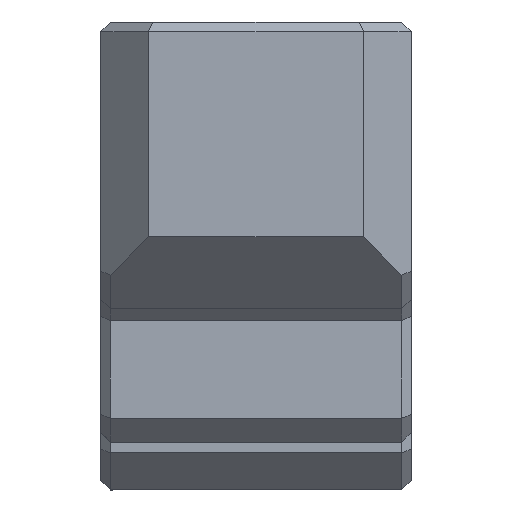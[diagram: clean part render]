
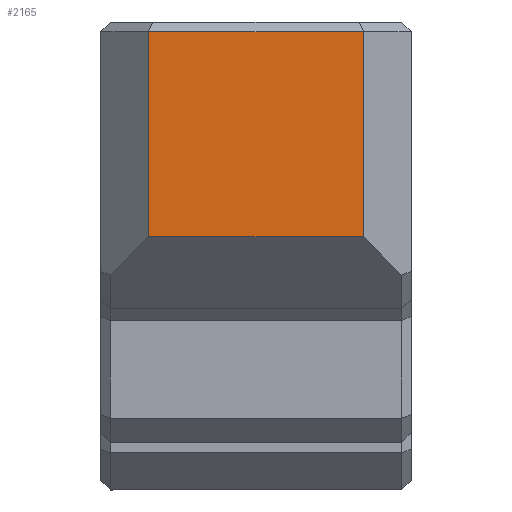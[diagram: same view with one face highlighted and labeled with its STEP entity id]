
A CAD part, left-side view. The second image highlights one B-rep face of the part: STEP entity #2165.
In plain terms, the highlighted planar face has unit normal (-1, 0, 0).
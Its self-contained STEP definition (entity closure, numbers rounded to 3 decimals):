
#29 = VECTOR ( 'NONE', #3863, 1000. ) ;
#136 = CARTESIAN_POINT ( 'NONE',  ( 50.704, -292.926, -12.05 ) ) ;
#469 = DIRECTION ( 'NONE',  ( 0., 0., 1. ) ) ;
#539 = ORIENTED_EDGE ( 'NONE', *, *, #3869, .F. ) ;
#908 = LINE ( 'NONE', #5573, #3930 ) ;
#971 = CARTESIAN_POINT ( 'NONE',  ( 50.704, -281.426, -31.15 ) ) ;
#1058 = AXIS2_PLACEMENT_3D ( 'NONE', #971, #4347, #3926 ) ;
#1226 = VERTEX_POINT ( 'NONE', #136 ) ;
#1632 = CARTESIAN_POINT ( 'NONE',  ( 50.704, -292.926, -20.65 ) ) ;
#1697 = LINE ( 'NONE', #3470, #29 ) ;
#1783 = EDGE_CURVE ( 'NONE', #2780, #2319, #1697, .T. ) ;
#2131 = ORIENTED_EDGE ( 'NONE', *, *, #3858, .F. ) ;
#2153 = CARTESIAN_POINT ( 'NONE',  ( 50.704, -281.426, -12.05 ) ) ;
#2165 = ADVANCED_FACE ( 'NONE', ( #2605 ), #4322, .F. ) ;
#2319 = VERTEX_POINT ( 'NONE', #4064 ) ;
#2605 = FACE_OUTER_BOUND ( 'NONE', #2705, .T. ) ;
#2705 = EDGE_LOOP ( 'NONE', ( #2131, #539, #4526, #4782 ) ) ;
#2780 = VERTEX_POINT ( 'NONE', #1632 ) ;
#2911 = LINE ( 'NONE', #5456, #4206 ) ;
#3053 = LINE ( 'NONE', #2153, #4559 ) ;
#3470 = CARTESIAN_POINT ( 'NONE',  ( 50.704, -276.426, -20.65 ) ) ;
#3713 = EDGE_CURVE ( 'NONE', #1226, #2780, #2911, .T. ) ;
#3858 = EDGE_CURVE ( 'NONE', #5055, #1226, #3053, .T. ) ;
#3863 = DIRECTION ( 'NONE',  ( 0., 1., 0. ) ) ;
#3869 = EDGE_CURVE ( 'NONE', #2319, #5055, #908, .T. ) ;
#3926 = DIRECTION ( 'NONE',  ( 0., 1., 0. ) ) ;
#3930 = VECTOR ( 'NONE', #469, 1000. ) ;
#4064 = CARTESIAN_POINT ( 'NONE',  ( 50.704, -283.926, -20.65 ) ) ;
#4087 = CARTESIAN_POINT ( 'NONE',  ( 50.704, -283.926, -12.05 ) ) ;
#4206 = VECTOR ( 'NONE', #4629, 1000. ) ;
#4315 = DIRECTION ( 'NONE',  ( 0., -1., 0. ) ) ;
#4322 = PLANE ( 'NONE',  #1058 ) ;
#4347 = DIRECTION ( 'NONE',  ( 1., 0., 0. ) ) ;
#4526 = ORIENTED_EDGE ( 'NONE', *, *, #1783, .F. ) ;
#4559 = VECTOR ( 'NONE', #4315, 1000. ) ;
#4629 = DIRECTION ( 'NONE',  ( 0., 0., -1. ) ) ;
#4782 = ORIENTED_EDGE ( 'NONE', *, *, #3713, .F. ) ;
#5055 = VERTEX_POINT ( 'NONE', #4087 ) ;
#5456 = CARTESIAN_POINT ( 'NONE',  ( 50.704, -292.926, -26.4 ) ) ;
#5573 = CARTESIAN_POINT ( 'NONE',  ( 50.704, -283.926, -26.4 ) ) ;
